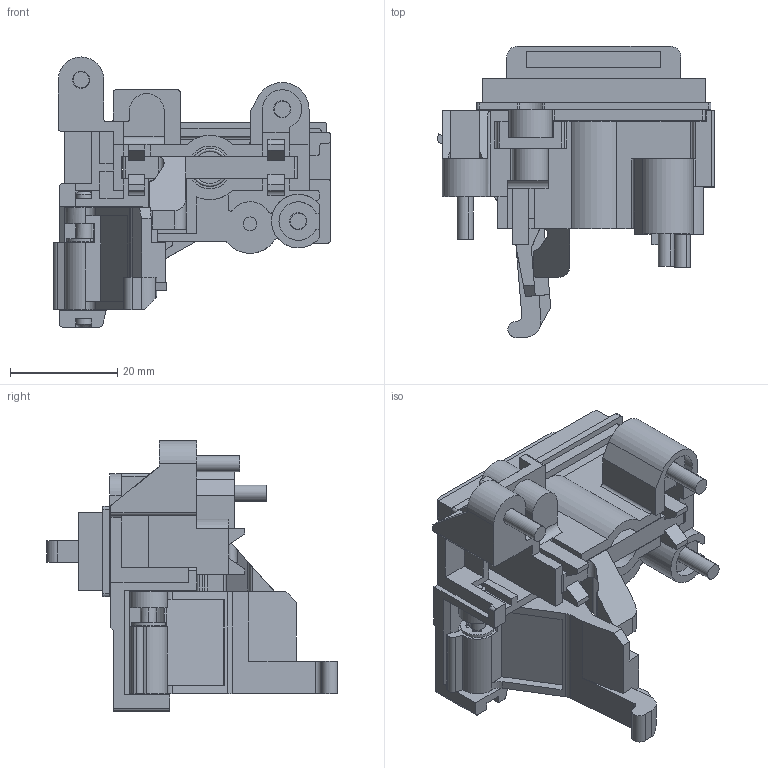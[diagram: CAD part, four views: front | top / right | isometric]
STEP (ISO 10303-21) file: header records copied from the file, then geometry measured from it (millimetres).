
FILE_DESCRIPTION((''),'2;1');
FILE_NAME('1SDH002065A1612_IGES','2023-03-02T17:14:02',('ITMADEL7'),(''),'CREO PARAMETRIC BY PTC INC, 2019030','CREO PARAMETRIC BY PTC INC, 2019030','');
FILE_SCHEMA(('AUTOMOTIVE_DESIGN { 1 0 10303 214 1 1 1 1 }'));
Products named in the file (1): 1SDH002065A1612_IGES
Bounding box: 51.63 x 54.25 x 50.35 mm (x, y, z)
Volume: 19833.8 mm3; surface area: 21832.6 mm2
Topology: 1 solids, 4 shells, 1750 faces, 4592 edges, 3002 vertices
Faces by surface type: plane 1400, cylinder 301, sphere 30, bspline 14, cone 4, torus 1
Entity records: 68604 total; most frequent: CARTESIAN_POINT 12177, ORIENTED_EDGE 9124, DIRECTION 8620, EDGE_CURVE 4562, VECTOR 3764, LINE 3764, VERTEX_POINT 3002, AXIS2_PLACEMENT_3D 2428
